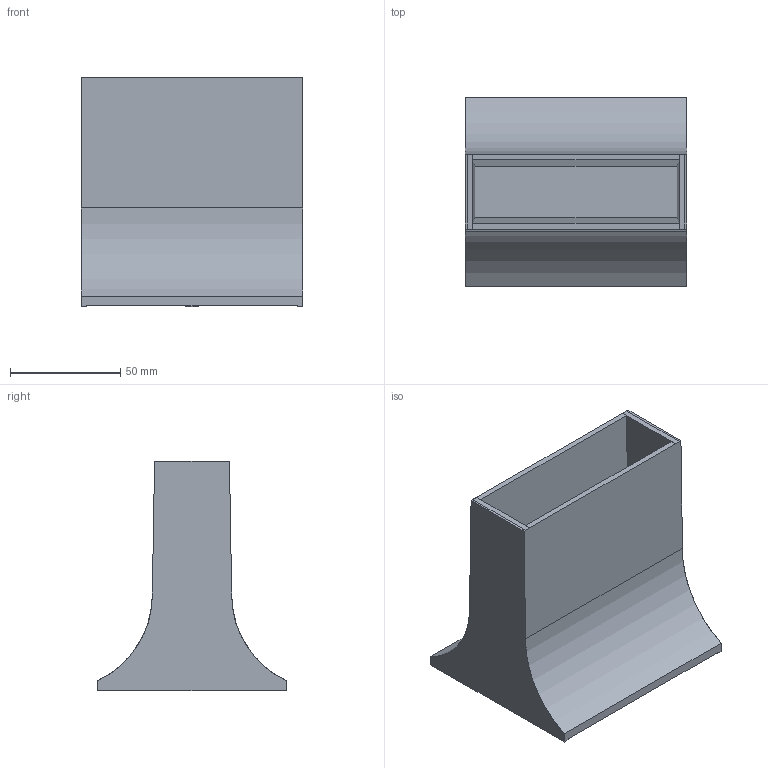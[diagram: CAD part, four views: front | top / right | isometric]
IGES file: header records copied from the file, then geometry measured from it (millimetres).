
Start section: SolidWorks IGES file using analytic representation for surfaces
Global section: file name: Paper_Holder.IGS; native system: SolidWorks 2005 by SolidWorks Corporation; preprocessor: SolidWorks 2005 by SolidWorks Corporation; author: Jay Shoemaker; date: 060327.160125; units: millimetre
Bounding box: 100.79 x 85.75 x 104.42 mm (x, y, z)
Surface area: 82413.4 mm2 (no closed solid volume)
Topology: 0 solids, 0 shells, 52 faces, 356 edges, 356 vertices
Faces by surface type: bspline 44, revolution 8
